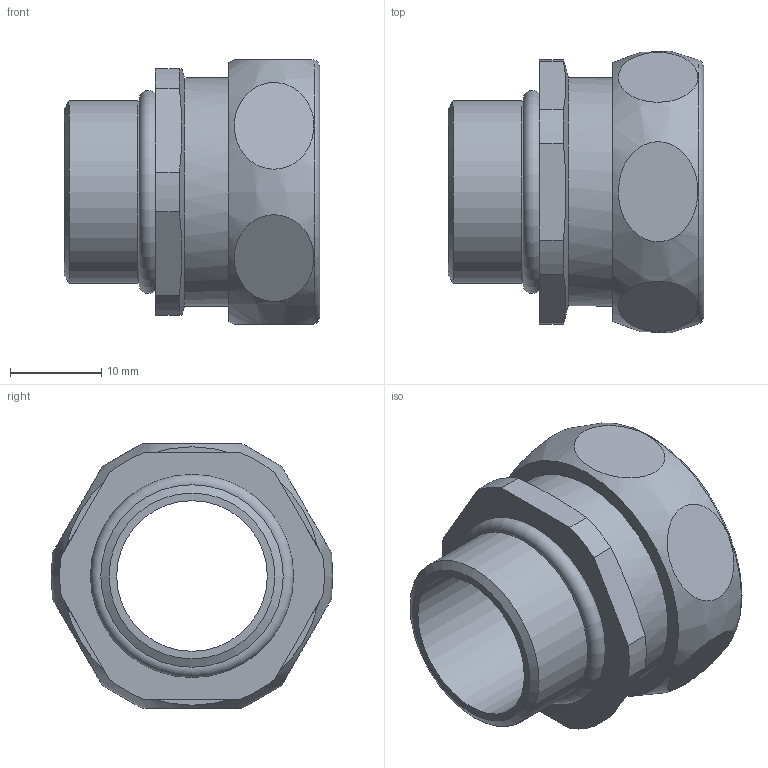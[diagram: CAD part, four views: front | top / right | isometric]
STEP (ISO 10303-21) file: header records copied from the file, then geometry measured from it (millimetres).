
FILE_DESCRIPTION( ( 'STEP AP203' ), '1' );
FILE_NAME( 'FLEXA RGE-M 5126.021.020.stp', '2020-03-24T11:54:49', ( 'License CC BY-ND 4.0' ), ( 'CADENAS' ), ' ', 'PARTsolutions', ' ' );
FILE_SCHEMA( ( 'CONFIG_CONTROL_DESIGN' ) );
Length unit declared in the file: millimetre
Products named in the file (1): _FLEXA RGE-M 5126.021.020
Bounding box: 28 x 30.82 x 29 mm (x, y, z)
Volume: 8296.2 mm3; surface area: 5065.5 mm2
Topology: 1 solids, 1 shells, 35 faces, 73 edges, 49 vertices
Faces by surface type: plane 18, cylinder 11, cone 3, torus 2, bspline 1
Full cylindrical faces by diameter (mm): 16.5 x1, 18.16 x1, 20 x1, 21.2 x1, 25 x1
Entity records: 1355 total; most frequent: CARTESIAN_POINT 616, DIRECTION 144, ORIENTED_EDGE 116, AXIS2_PLACEMENT_3D 63, EDGE_LOOP 58, EDGE_CURVE 58, VERTEX_POINT 47, FACE_OUTER_BOUND 43
